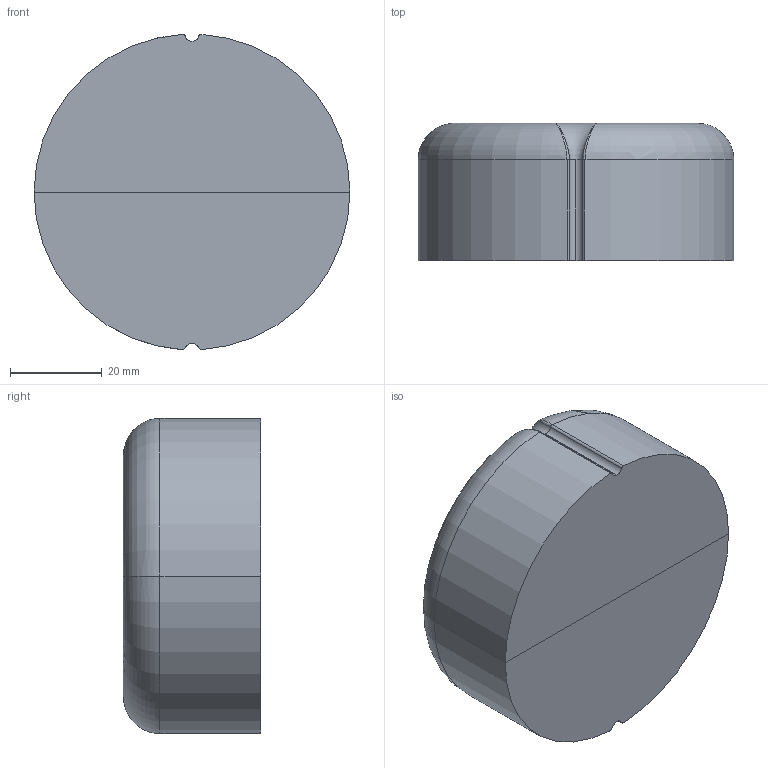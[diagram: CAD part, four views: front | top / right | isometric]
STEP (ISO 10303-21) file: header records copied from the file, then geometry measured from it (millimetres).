
FILE_DESCRIPTION (( 'STEP AP214' ), '1' );
FILE_NAME ('Schwinn_AC.STEP', '2025-02-13T00:24:21', ( '' ), ( '' ), 'SwSTEP 2.0', 'SolidWorks 2025', '' );
FILE_SCHEMA (( 'AUTOMOTIVE_DESIGN' ));
Length unit declared in the file: millimetre
Products named in the file (1): Schwinn_AC
Bounding box: 69 x 30 x 68.87 mm (x, y, z)
Volume: 73450.9 mm3; surface area: 18580.5 mm2
Topology: 2 solids, 2 shells, 53 faces, 135 edges, 82 vertices
Faces by surface type: cylinder 20, plane 12, bspline 8, torus 7, cone 6
Entity records: 3038 total; most frequent: CARTESIAN_POINT 1833, ORIENTED_EDGE 262, DIRECTION 234, EDGE_CURVE 131, AXIS2_PLACEMENT_3D 99, VERTEX_POINT 82, CIRCLE 53, ADVANCED_FACE 53
